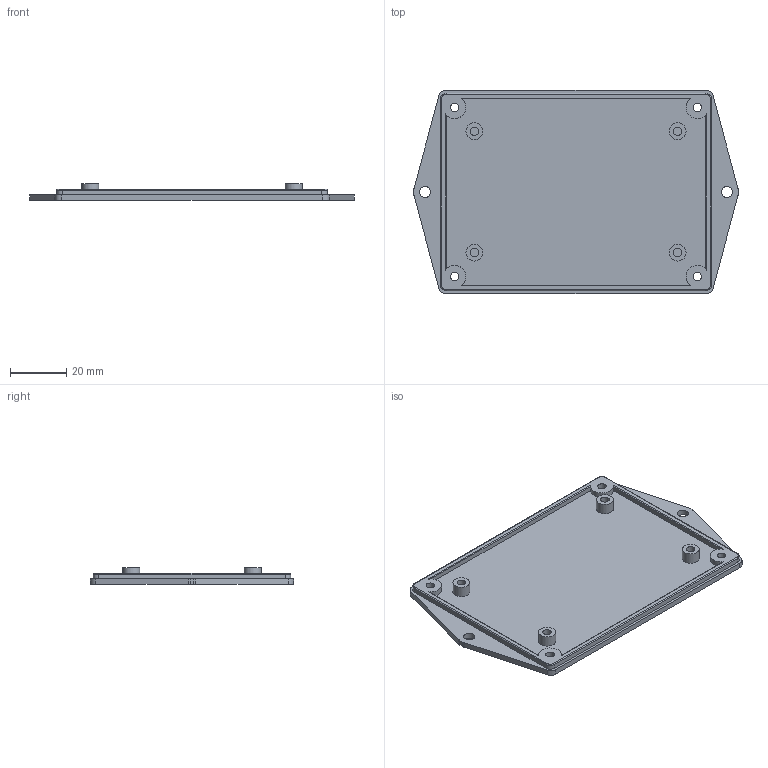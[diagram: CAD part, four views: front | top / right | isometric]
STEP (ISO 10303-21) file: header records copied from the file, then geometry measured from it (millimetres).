
FILE_DESCRIPTION(('FreeCAD Model'),'2;1');
FILE_NAME('Open CASCADE Shape Model','2024-07-02T20:14:04',('Author'),( ''),'Open CASCADE STEP processor 7.6','FreeCAD','Unknown');
FILE_SCHEMA(('AUTOMOTIVE_DESIGN { 1 0 10303 214 1 1 1 1 }'));
Length unit declared in the file: millimetre
Products named in the file (1): Bottom
Bounding box: 115 x 72 x 6 mm (x, y, z)
Volume: 16866.7 mm3; surface area: 17765 mm2
Topology: 1 solids, 1 shells, 78 faces, 188 edges, 126 vertices
Faces by surface type: cylinder 42, plane 32, torus 4
Full cylindrical faces by diameter (mm): 3 x8, 4 x2, 6 x8
Entity records: 2452 total; most frequent: CARTESIAN_POINT 497, DIRECTION 428, ORIENTED_EDGE 376, EDGE_CURVE 188, AXIS2_PLACEMENT_3D 169, VERTEX_POINT 126, FACE_BOUND 104, EDGE_LOOP 104
